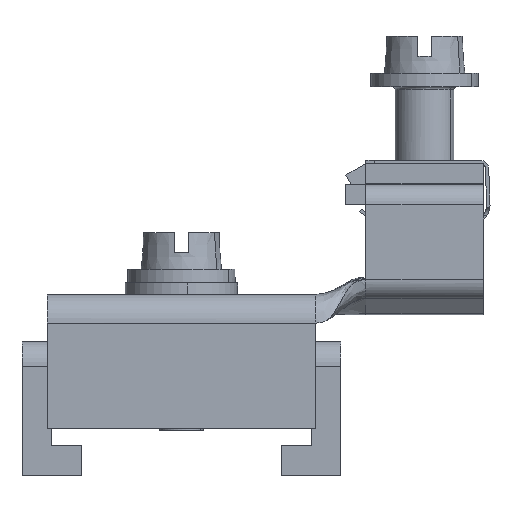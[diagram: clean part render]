
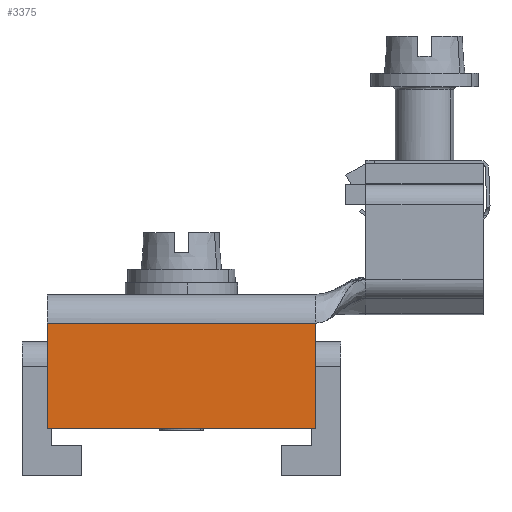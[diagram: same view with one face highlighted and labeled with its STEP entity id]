
A CAD part, left-side view. The second image highlights one B-rep face of the part: STEP entity #3375.
In plain terms, the highlighted planar face has unit normal (-1, 0, 0).
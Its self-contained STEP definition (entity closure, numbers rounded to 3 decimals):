
#3362=AXIS2_PLACEMENT_3D('Plane Axis2P3D',#3359,#3360,#3361) ;
#1790=CARTESIAN_POINT('Vertex',(0.,10.406,9.1)) ;
#2306=CARTESIAN_POINT('Vertex',(0.,26.406,2.8)) ;
#2309=CARTESIAN_POINT('Line Origine',(0.,26.406,5.95)) ;
#2313=CARTESIAN_POINT('Vertex',(0.,26.406,9.1)) ;
#2374=CARTESIAN_POINT('Line Origine',(0.,18.406,9.1)) ;
#3344=CARTESIAN_POINT('Vertex',(0.,10.406,2.8)) ;
#3347=CARTESIAN_POINT('Line Origine',(0.,18.406,2.8)) ;
#3359=CARTESIAN_POINT('Axis2P3D Location',(0.,26.406,9.6)) ;
#3364=CARTESIAN_POINT('Line Origine',(0.,10.406,5.95)) ;
#2310=DIRECTION('Vector Direction',(0.,0.,1.)) ;
#2375=DIRECTION('Vector Direction',(0.,1.,0.)) ;
#3348=DIRECTION('Vector Direction',(0.,-1.,0.)) ;
#3360=DIRECTION('Axis2P3D Direction',(-1.,0.,0.)) ;
#3361=DIRECTION('Axis2P3D XDirection',(0.,-1.,0.)) ;
#3365=DIRECTION('Vector Direction',(0.,0.,-1.)) ;
#2311=VECTOR('Line Direction',#2310,1.) ;
#2376=VECTOR('Line Direction',#2375,1.) ;
#3349=VECTOR('Line Direction',#3348,1.) ;
#3366=VECTOR('Line Direction',#3365,1.) ;
#3370=ORIENTED_EDGE('',*,*,#2315,.T.) ;
#3371=ORIENTED_EDGE('',*,*,#3351,.T.) ;
#3372=ORIENTED_EDGE('',*,*,#3368,.T.) ;
#3373=ORIENTED_EDGE('',*,*,#2378,.F.) ;
#3375=ADVANCED_FACE('02221_KLKOE_AKE4.1\\K\X2\00F6\X0\rper.2',(#3374),#3363,.T.) ;
#2315=EDGE_CURVE('',#2314,#2307,#2312,.F.) ;
#2378=EDGE_CURVE('',#2314,#1791,#2377,.F.) ;
#3351=EDGE_CURVE('',#2307,#3345,#3350,.T.) ;
#3368=EDGE_CURVE('',#3345,#1791,#3367,.F.) ;
#3369=EDGE_LOOP('',(#3370,#3371,#3372,#3373)) ;
#3374=FACE_OUTER_BOUND('',#3369,.T.) ;
#2312=LINE('Line',#2309,#2311) ;
#2377=LINE('Line',#2374,#2376) ;
#3350=LINE('Line',#3347,#3349) ;
#3367=LINE('Line',#3364,#3366) ;
#3363=PLANE('',#3362) ;
#1791=VERTEX_POINT('',#1790) ;
#2307=VERTEX_POINT('',#2306) ;
#2314=VERTEX_POINT('',#2313) ;
#3345=VERTEX_POINT('',#3344) ;
